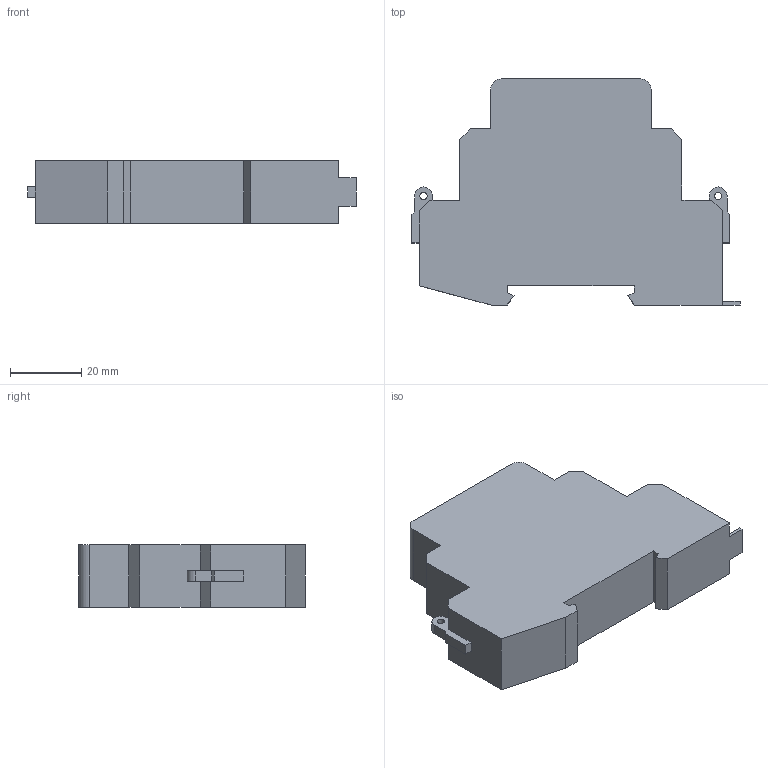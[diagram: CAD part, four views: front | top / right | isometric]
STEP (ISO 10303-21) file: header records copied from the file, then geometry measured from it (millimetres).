
FILE_DESCRIPTION(/* description */ (''),/* implementation_level */ '2;1');
FILE_NAME(/* name */ 'SB_STEP_ALD1.step',/* time_stamp */ '2017-06-22T08:40:49+02:00',/* author */ (''),/* organization */ (''),/* preprocessor_version */ 'ST-DEVELOPER v16.13',/* originating_system */ 'Autodesk Translation Framework v6.1.1.50',/* authorisation */ '');
FILE_SCHEMA (('AUTOMOTIVE_DESIGN { 1 0 10303 214 3 1 1 }'));
Length unit declared in the file: millimetre
Products named in the file (1): SB_SAT_ALD1
Bounding box: 92.1 x 63.4 x 17.5 mm (x, y, z)
Volume: 72252.4 mm3; surface area: 13770.6 mm2
Topology: 1 solids, 1 shells, 55 faces, 159 edges, 106 vertices
Faces by surface type: plane 47, cylinder 8
Entity records: 1819 total; most frequent: CARTESIAN_POINT 321, ORIENTED_EDGE 318, DIRECTION 287, EDGE_CURVE 159, LINE 143, VECTOR 143, VERTEX_POINT 106, AXIS2_PLACEMENT_3D 72
